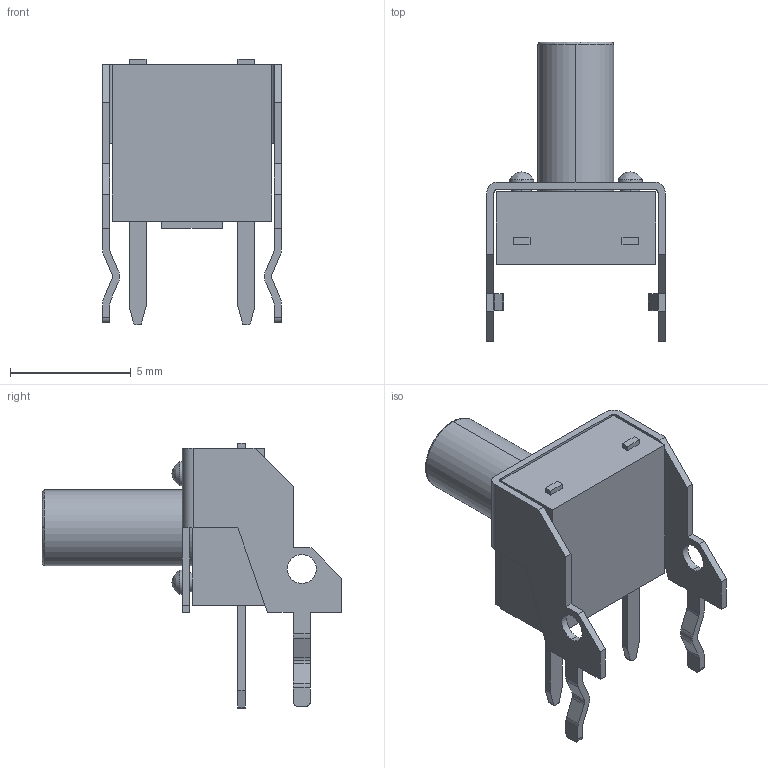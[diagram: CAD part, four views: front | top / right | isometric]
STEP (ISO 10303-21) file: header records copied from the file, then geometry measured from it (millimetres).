
FILE_DESCRIPTION (( 'STEP AP214' ), '1' );
FILE_NAME ('186ABD5B-0559-4CBE-861D-B2E39F2F4A69.STEP', '2024-11-16T21:25:29', ( '' ), ( '' ), 'SwSTEP 2.0', 'SolidWorks 2022', '' );
FILE_SCHEMA (( 'AUTOMOTIVE_DESIGN' ));
Length unit declared in the file: millimetre
Products named in the file (1): 186ABD5B-0559-4CBE-861D-B2E39F2F4A69
Bounding box: 7.4 x 12.4 x 11 mm (x, y, z)
Volume: 205.2 mm3; surface area: 442 mm2
Topology: 1 solids, 1 shells, 137 faces, 370 edges, 246 vertices
Faces by surface type: plane 81, cylinder 50, bspline 6
Entity records: 4855 total; most frequent: CARTESIAN_POINT 1082, ORIENTED_EDGE 740, DIRECTION 634, EDGE_CURVE 370, LINE 262, VECTOR 262, VERTEX_POINT 246, AXIS2_PLACEMENT_3D 186
